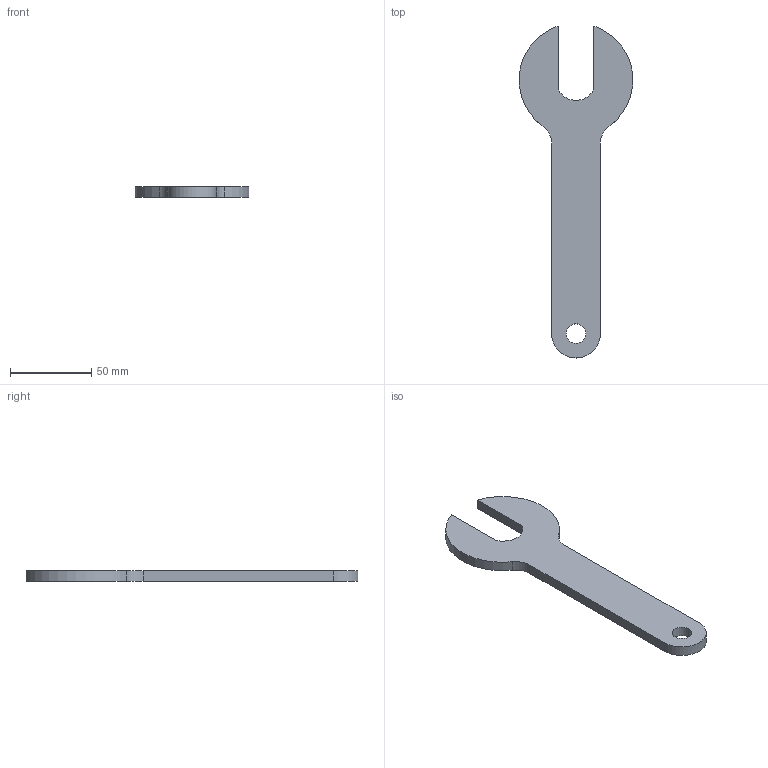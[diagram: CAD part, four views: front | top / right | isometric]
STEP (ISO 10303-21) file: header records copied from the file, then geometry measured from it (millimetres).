
FILE_DESCRIPTION(/* description */ (''),/* implementation_level */ '2;1');
FILE_NAME(/* name */ 'TormachTTS-30mmWrench flat.step',/* time_stamp */ '2019-02-26T17:05:07-05:00',/* author */ ('ebredderAV3T4'),/* organization */ (''),/* preprocessor_version */ 'ST-DEVELOPER v17.2',/* originating_system */ 'Autodesk Translation Framework v7.6.0.251',/* authorisation */ '');
FILE_SCHEMA (('AUTOMOTIVE_DESIGN { 1 0 10303 214 3 1 1 }'));
Length unit declared in the file: millimetre
Products named in the file (2): TormachTTS-30mmWrench; Component2
Assembly tree (1 placements, depth 2):
  TormachTTS-30mmWrench
    Component2
Bounding box: 69.86 x 204.16 x 6.35 mm (x, y, z)
Volume: 43016.2 mm3; surface area: 17375 mm2
Topology: 1 solids, 1 shells, 13 faces, 33 edges, 22 vertices
Faces by surface type: cylinder 7, plane 6
Full cylindrical faces by diameter (mm): 12 x1
Entity records: 458 total; most frequent: DIRECTION 79, CARTESIAN_POINT 71, ORIENTED_EDGE 66, EDGE_CURVE 33, AXIS2_PLACEMENT_3D 30, VERTEX_POINT 22, LINE 19, VECTOR 19
